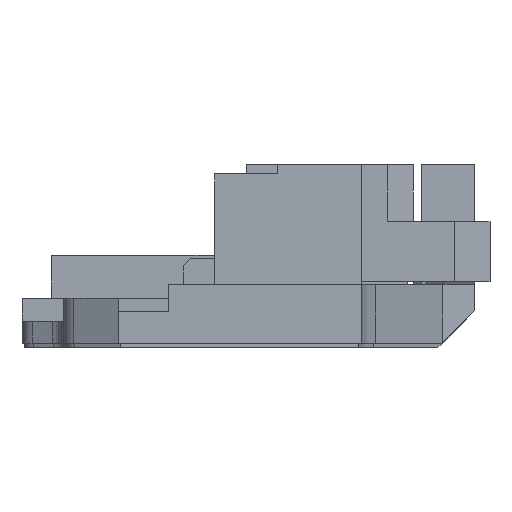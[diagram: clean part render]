
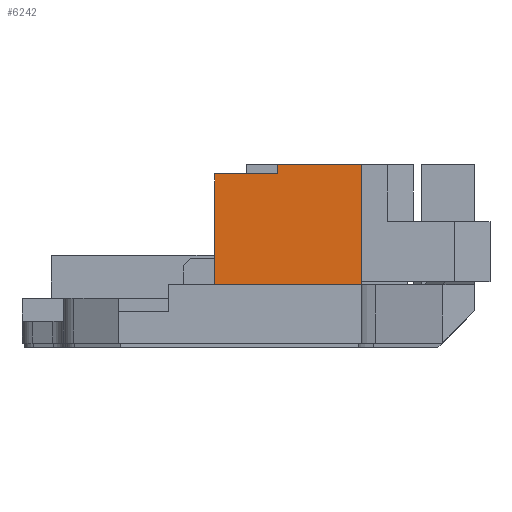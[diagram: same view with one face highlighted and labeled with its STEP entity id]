
A CAD part, left-side view. The second image highlights one B-rep face of the part: STEP entity #6242.
In plain terms, the highlighted planar face has unit normal (-1, 0, 0).
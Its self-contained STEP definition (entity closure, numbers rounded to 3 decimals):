
#432=FACE_OUTER_BOUND('',#823,.T.);
#823=EDGE_LOOP('',(#5063,#5064,#5065,#5066,#5067,#5068));
#1169=LINE('',#8929,#1948);
#1500=LINE('',#9728,#2279);
#1516=LINE('',#9762,#2295);
#1517=LINE('',#9764,#2296);
#1518=LINE('',#9765,#2297);
#1519=LINE('',#9766,#2298);
#1948=VECTOR('',#7221,10.);
#2279=VECTOR('',#7906,10.);
#2295=VECTOR('',#7934,10.);
#2296=VECTOR('',#7937,10.);
#2297=VECTOR('',#7938,10.);
#2298=VECTOR('',#7939,10.);
#2672=VERTEX_POINT('',#8926);
#2673=VERTEX_POINT('',#8928);
#2959=VERTEX_POINT('',#9725);
#2960=VERTEX_POINT('',#9727);
#2969=VERTEX_POINT('',#9754);
#2972=VERTEX_POINT('',#9760);
#3315=EDGE_CURVE('',#2673,#2672,#1169,.T.);
#3704=EDGE_CURVE('',#2959,#2960,#1500,.T.);
#3723=EDGE_CURVE('',#2969,#2972,#1516,.T.);
#3724=EDGE_CURVE('',#2959,#2969,#1517,.T.);
#3725=EDGE_CURVE('',#2972,#2673,#1518,.T.);
#3726=EDGE_CURVE('',#2960,#2672,#1519,.T.);
#5063=ORIENTED_EDGE('',*,*,#3724,.T.);
#5064=ORIENTED_EDGE('',*,*,#3723,.T.);
#5065=ORIENTED_EDGE('',*,*,#3725,.T.);
#5066=ORIENTED_EDGE('',*,*,#3315,.T.);
#5067=ORIENTED_EDGE('',*,*,#3726,.F.);
#5068=ORIENTED_EDGE('',*,*,#3704,.F.);
#5930=PLANE('',#6669);
#6242=ADVANCED_FACE('',(#432),#5930,.F.);
#6669=AXIS2_PLACEMENT_3D('',#9763,#7935,#7936);
#7221=DIRECTION('',(0.,-1.,0.));
#7906=DIRECTION('',(0.,-1.,0.));
#7934=DIRECTION('',(0.,1.,0.));
#7935=DIRECTION('center_axis',(1.,0.,0.));
#7936=DIRECTION('ref_axis',(0.,1.,0.));
#7937=DIRECTION('',(0.,0.,-1.));
#7938=DIRECTION('',(0.,0.,-1.));
#7939=DIRECTION('',(0.,0.,-1.));
#8926=CARTESIAN_POINT('',(18.4,-92.367,3.035));
#8928=CARTESIAN_POINT('',(18.4,-78.376,3.035));
#8929=CARTESIAN_POINT('',(18.4,-83.774,3.035));
#9725=CARTESIAN_POINT('',(18.4,-84.376,14.535));
#9727=CARTESIAN_POINT('',(18.4,-92.367,14.535));
#9728=CARTESIAN_POINT('',(18.4,-84.332,14.535));
#9754=CARTESIAN_POINT('',(18.4,-84.376,13.635));
#9760=CARTESIAN_POINT('',(18.4,-78.376,13.635));
#9762=CARTESIAN_POINT('',(18.4,-86.124,13.635));
#9763=CARTESIAN_POINT('Origin',(18.4,-84.376,9.535));
#9764=CARTESIAN_POINT('',(18.4,-84.376,12.035));
#9765=CARTESIAN_POINT('',(18.4,-78.376,21.285));
#9766=CARTESIAN_POINT('',(18.4,-92.367,18.485));
